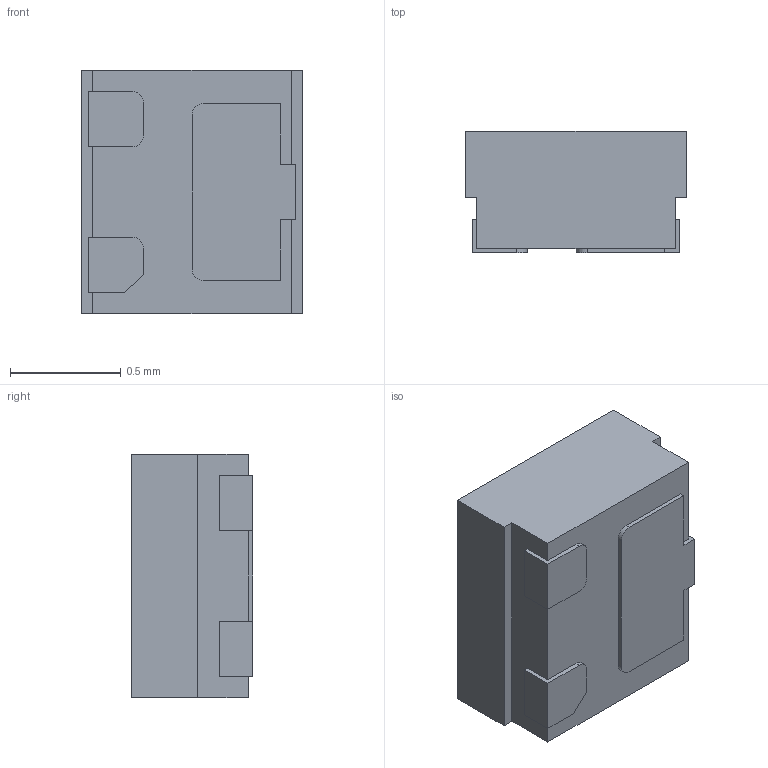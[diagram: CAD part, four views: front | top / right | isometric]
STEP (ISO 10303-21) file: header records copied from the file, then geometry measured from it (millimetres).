
FILE_DESCRIPTION (( 'STEP AP214' ), '1' );
FILE_NAME ('ESDCAN03-2BM3Y.STEP', '2024-03-12T06:50:36', ( '' ), ( '' ), 'SwSTEP 2.0', 'SolidWorks 2024', '' );
FILE_SCHEMA (( 'AUTOMOTIVE_DESIGN' ));
Length unit declared in the file: millimetre
Products named in the file (1): ESDCAN03-2BM3Y
Bounding box: 1 x 0.55 x 1.1 mm (x, y, z)
Volume: 0.6 mm3; surface area: 4.5 mm2
Topology: 1 solids, 1 shells, 38 faces, 108 edges, 72 vertices
Faces by surface type: plane 33, cylinder 5
Entity records: 1355 total; most frequent: CARTESIAN_POINT 219, ORIENTED_EDGE 216, DIRECTION 196, EDGE_CURVE 108, VECTOR 98, LINE 98, VERTEX_POINT 72, AXIS2_PLACEMENT_3D 49
